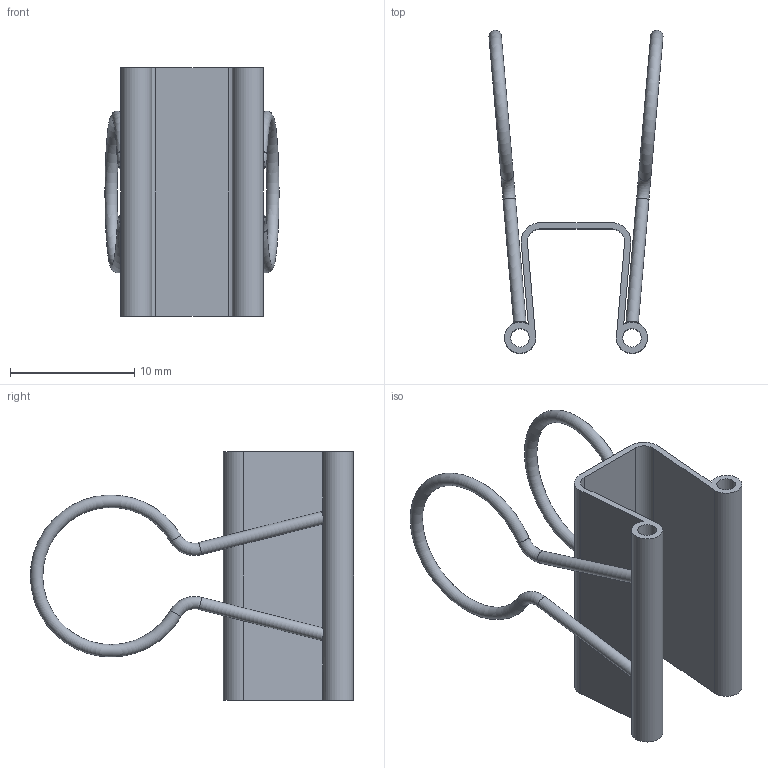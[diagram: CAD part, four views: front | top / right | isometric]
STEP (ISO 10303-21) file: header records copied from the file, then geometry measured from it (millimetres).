
FILE_DESCRIPTION(/* description */ ('Alibre Inc.'),/* implementation_level */ '2;1');
FILE_NAME(/* name */ 'export0',/* time_stamp */ '2015-07-11T13:35:09+12:00',/* author */ (''),/* organization */ (''),/* preprocessor_version */ 'ST-DEVELOPER v14',/* originating_system */ 'Alibre',/* authorisation */ '');
FILE_SCHEMA (('CONFIG_CONTROL_DESIGN'));
Length unit declared in the file: centimetre
Products named in the file (1): ID_1
Bounding box: 14 x 25.99 x 20 mm (x, y, z)
Volume: 451.7 mm3; surface area: 1812.5 mm2
Topology: 1 solids, 1 shells, 30 faces, 76 edges, 48 vertices
Faces by surface type: cylinder 12, plane 12, torus 6
Full cylindrical faces by diameter (mm): 1 x4, 1.5 x2
Entity records: 1022 total; most frequent: CARTESIAN_POINT 269, DIRECTION 130, ORIENTED_EDGE 120, AXIS2_PLACEMENT_3D 62, EDGE_CURVE 60, EDGE_LOOP 50, FACE_BOUND 50, VERTEX_POINT 44
